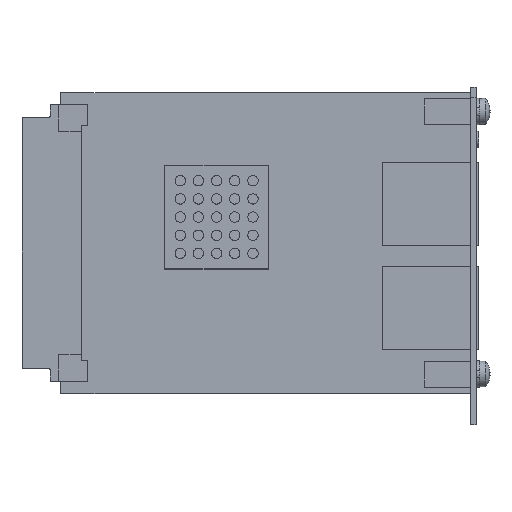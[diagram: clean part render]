
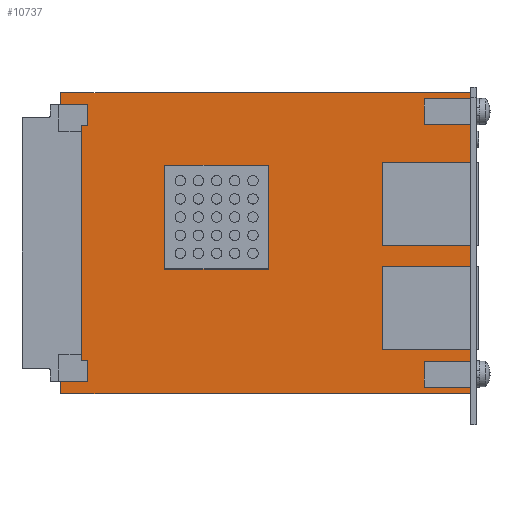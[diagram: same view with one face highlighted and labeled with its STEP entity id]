
A CAD part, top view. The second image highlights one B-rep face of the part: STEP entity #10737.
In plain terms, the highlighted planar face has unit normal (0, 0, 1).
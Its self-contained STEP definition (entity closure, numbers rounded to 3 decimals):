
#156=ORIENTED_EDGE('',*,*,#2268,.T.);
#157=ORIENTED_EDGE('',*,*,#2269,.F.);
#158=ORIENTED_EDGE('',*,*,#2270,.F.);
#159=ORIENTED_EDGE('',*,*,#2271,.F.);
#160=ORIENTED_EDGE('',*,*,#2272,.T.);
#161=ORIENTED_EDGE('',*,*,#2273,.F.);
#162=ORIENTED_EDGE('',*,*,#2274,.F.);
#163=ORIENTED_EDGE('',*,*,#2275,.F.);
#164=ORIENTED_EDGE('',*,*,#2276,.T.);
#165=ORIENTED_EDGE('',*,*,#2277,.F.);
#166=ORIENTED_EDGE('',*,*,#2278,.F.);
#167=ORIENTED_EDGE('',*,*,#2279,.F.);
#168=ORIENTED_EDGE('',*,*,#2280,.T.);
#169=ORIENTED_EDGE('',*,*,#2281,.T.);
#170=ORIENTED_EDGE('',*,*,#2282,.T.);
#171=ORIENTED_EDGE('',*,*,#2283,.F.);
#172=ORIENTED_EDGE('',*,*,#2284,.F.);
#173=ORIENTED_EDGE('',*,*,#2285,.F.);
#174=ORIENTED_EDGE('',*,*,#2286,.T.);
#175=ORIENTED_EDGE('',*,*,#2287,.T.);
#176=ORIENTED_EDGE('',*,*,#2288,.T.);
#177=ORIENTED_EDGE('',*,*,#2289,.F.);
#178=ORIENTED_EDGE('',*,*,#2290,.F.);
#179=ORIENTED_EDGE('',*,*,#2291,.F.);
#180=ORIENTED_EDGE('',*,*,#2292,.F.);
#181=ORIENTED_EDGE('',*,*,#2293,.F.);
#182=ORIENTED_EDGE('',*,*,#2294,.F.);
#183=ORIENTED_EDGE('',*,*,#2295,.F.);
#2268=EDGE_CURVE('',#3324,#3325,#4040,.T.);
#2269=EDGE_CURVE('',#3326,#3325,#4041,.T.);
#2270=EDGE_CURVE('',#3327,#3326,#4042,.T.);
#2271=EDGE_CURVE('',#3328,#3327,#4043,.T.);
#2272=EDGE_CURVE('',#3328,#3329,#4044,.T.);
#2273=EDGE_CURVE('',#3330,#3329,#4045,.T.);
#2274=EDGE_CURVE('',#3331,#3330,#4046,.T.);
#2275=EDGE_CURVE('',#3332,#3331,#4047,.T.);
#2276=EDGE_CURVE('',#3332,#3333,#4048,.T.);
#2277=EDGE_CURVE('',#3334,#3333,#4049,.T.);
#2278=EDGE_CURVE('',#3335,#3334,#4050,.T.);
#2279=EDGE_CURVE('',#3336,#3335,#4051,.T.);
#2280=EDGE_CURVE('',#3336,#3337,#4052,.T.);
#2281=EDGE_CURVE('',#3337,#3338,#4053,.T.);
#2282=EDGE_CURVE('',#3338,#3339,#4054,.T.);
#2283=EDGE_CURVE('',#3340,#3339,#4055,.T.);
#2284=EDGE_CURVE('',#3341,#3340,#4056,.T.);
#2285=EDGE_CURVE('',#3342,#3341,#4057,.T.);
#2286=EDGE_CURVE('',#3342,#3343,#4058,.T.);
#2287=EDGE_CURVE('',#3343,#3344,#4059,.T.);
#2288=EDGE_CURVE('',#3344,#3345,#4060,.T.);
#2289=EDGE_CURVE('',#3346,#3345,#4061,.T.);
#2290=EDGE_CURVE('',#3347,#3346,#4062,.T.);
#2291=EDGE_CURVE('',#3324,#3347,#4063,.T.);
#2292=EDGE_CURVE('',#3348,#3349,#4064,.T.);
#2293=EDGE_CURVE('',#3350,#3348,#4065,.T.);
#2294=EDGE_CURVE('',#3351,#3350,#4066,.T.);
#2295=EDGE_CURVE('',#3349,#3351,#4067,.T.);
#3324=VERTEX_POINT('',#13831);
#3325=VERTEX_POINT('',#13832);
#3326=VERTEX_POINT('',#13834);
#3327=VERTEX_POINT('',#13836);
#3328=VERTEX_POINT('',#13838);
#3329=VERTEX_POINT('',#13840);
#3330=VERTEX_POINT('',#13842);
#3331=VERTEX_POINT('',#13844);
#3332=VERTEX_POINT('',#13846);
#3333=VERTEX_POINT('',#13848);
#3334=VERTEX_POINT('',#13850);
#3335=VERTEX_POINT('',#13852);
#3336=VERTEX_POINT('',#13854);
#3337=VERTEX_POINT('',#13856);
#3338=VERTEX_POINT('',#13858);
#3339=VERTEX_POINT('',#13860);
#3340=VERTEX_POINT('',#13862);
#3341=VERTEX_POINT('',#13864);
#3342=VERTEX_POINT('',#13866);
#3343=VERTEX_POINT('',#13868);
#3344=VERTEX_POINT('',#13870);
#3345=VERTEX_POINT('',#13872);
#3346=VERTEX_POINT('',#13874);
#3347=VERTEX_POINT('',#13876);
#3348=VERTEX_POINT('',#13879);
#3349=VERTEX_POINT('',#13880);
#3350=VERTEX_POINT('',#13882);
#3351=VERTEX_POINT('',#13884);
#4040=LINE('',#13830,#4998);
#4041=LINE('',#13833,#4999);
#4042=LINE('',#13835,#5000);
#4043=LINE('',#13837,#5001);
#4044=LINE('',#13839,#5002);
#4045=LINE('',#13841,#5003);
#4046=LINE('',#13843,#5004);
#4047=LINE('',#13845,#5005);
#4048=LINE('',#13847,#5006);
#4049=LINE('',#13849,#5007);
#4050=LINE('',#13851,#5008);
#4051=LINE('',#13853,#5009);
#4052=LINE('',#13855,#5010);
#4053=LINE('',#13857,#5011);
#4054=LINE('',#13859,#5012);
#4055=LINE('',#13861,#5013);
#4056=LINE('',#13863,#5014);
#4057=LINE('',#13865,#5015);
#4058=LINE('',#13867,#5016);
#4059=LINE('',#13869,#5017);
#4060=LINE('',#13871,#5018);
#4061=LINE('',#13873,#5019);
#4062=LINE('',#13875,#5020);
#4063=LINE('',#13877,#5021);
#4064=LINE('',#13878,#5022);
#4065=LINE('',#13881,#5023);
#4066=LINE('',#13883,#5024);
#4067=LINE('',#13885,#5025);
#4998=VECTOR('',#11760,1000.);
#4999=VECTOR('',#11761,1000.);
#5000=VECTOR('',#11762,1000.);
#5001=VECTOR('',#11763,1000.);
#5002=VECTOR('',#11764,1000.);
#5003=VECTOR('',#11765,1000.);
#5004=VECTOR('',#11766,1000.);
#5005=VECTOR('',#11767,1000.);
#5006=VECTOR('',#11768,1000.);
#5007=VECTOR('',#11769,1000.);
#5008=VECTOR('',#11770,1000.);
#5009=VECTOR('',#11771,1000.);
#5010=VECTOR('',#11772,1000.);
#5011=VECTOR('',#11773,1000.);
#5012=VECTOR('',#11774,1000.);
#5013=VECTOR('',#11775,1000.);
#5014=VECTOR('',#11776,1000.);
#5015=VECTOR('',#11777,1000.);
#5016=VECTOR('',#11778,1000.);
#5017=VECTOR('',#11779,1000.);
#5018=VECTOR('',#11780,1000.);
#5019=VECTOR('',#11781,1000.);
#5020=VECTOR('',#11782,1000.);
#5021=VECTOR('',#11783,1000.);
#5022=VECTOR('',#11784,1000.);
#5023=VECTOR('',#11785,1000.);
#5024=VECTOR('',#11786,1000.);
#5025=VECTOR('',#11787,1000.);
#5956=EDGE_LOOP('',(#156,#157,#158,#159,#160,#161,#162,#163,#164,#165,#166,
#167,#168,#169,#170,#171,#172,#173,#174,#175,#176,#177,#178,#179));
#5957=EDGE_LOOP('',(#180,#181,#182,#183));
#6532=FACE_BOUND('',#5956,.T.);
#6533=FACE_BOUND('',#5957,.T.);
#7108=PLANE('',#11200);
#10737=ADVANCED_FACE('',(#6532,#6533),#7108,.T.);
#11200=AXIS2_PLACEMENT_3D('',#13829,#11758,#11759);
#11758=DIRECTION('',(0.,0.,1.));
#11759=DIRECTION('',(1.,0.,0.));
#11760=DIRECTION('',(0.,1.,0.));
#11761=DIRECTION('',(1.,0.,0.));
#11762=DIRECTION('',(0.,-1.,0.));
#11763=DIRECTION('',(-1.,0.,0.));
#11764=DIRECTION('',(0.,1.,0.));
#11765=DIRECTION('',(1.,0.,0.));
#11766=DIRECTION('',(0.,-1.,0.));
#11767=DIRECTION('',(-1.,0.,0.));
#11768=DIRECTION('',(0.,1.,0.));
#11769=DIRECTION('',(1.,0.,0.));
#11770=DIRECTION('',(0.,-1.,0.));
#11771=DIRECTION('',(-1.,0.,0.));
#11772=DIRECTION('',(0.,1.,0.));
#11773=DIRECTION('',(-1.,0.,0.));
#11774=DIRECTION('',(0.,-1.,0.));
#11775=DIRECTION('',(-1.,0.,0.));
#11776=DIRECTION('',(0.,1.,0.));
#11777=DIRECTION('',(1.,0.,0.));
#11778=DIRECTION('',(0.,-1.,0.));
#11779=DIRECTION('',(1.,0.,0.));
#11780=DIRECTION('',(0.,1.,0.));
#11781=DIRECTION('',(1.,0.,0.));
#11782=DIRECTION('',(0.,-1.,0.));
#11783=DIRECTION('',(-1.,0.,0.));
#11784=DIRECTION('',(1.,0.,0.));
#11785=DIRECTION('',(0.,-1.,0.));
#11786=DIRECTION('',(-1.,0.,0.));
#11787=DIRECTION('',(0.,1.,0.));
#13829=CARTESIAN_POINT('',(0.,0.,0.));
#13830=CARTESIAN_POINT('',(42.5,-29.,0.));
#13831=CARTESIAN_POINT('',(42.5,-22.8,0.));
#13832=CARTESIAN_POINT('',(42.5,-20.5,0.));
#13833=CARTESIAN_POINT('',(25.5,-20.5,0.));
#13834=CARTESIAN_POINT('',(25.5,-20.5,0.));
#13835=CARTESIAN_POINT('',(25.5,-4.5,0.));
#13836=CARTESIAN_POINT('',(25.5,-4.5,0.));
#13837=CARTESIAN_POINT('',(44.,-4.5,0.));
#13838=CARTESIAN_POINT('',(42.5,-4.5,0.));
#13839=CARTESIAN_POINT('',(42.5,-29.,0.));
#13840=CARTESIAN_POINT('',(42.5,-0.5,0.));
#13841=CARTESIAN_POINT('',(25.5,-0.5,0.));
#13842=CARTESIAN_POINT('',(25.5,-0.5,0.));
#13843=CARTESIAN_POINT('',(25.5,15.5,0.));
#13844=CARTESIAN_POINT('',(25.5,15.5,0.));
#13845=CARTESIAN_POINT('',(44.,15.5,0.));
#13846=CARTESIAN_POINT('',(42.5,15.5,0.));
#13847=CARTESIAN_POINT('',(42.5,-29.,0.));
#13848=CARTESIAN_POINT('',(42.5,22.8,0.));
#13849=CARTESIAN_POINT('',(33.5,22.8,0.));
#13850=CARTESIAN_POINT('',(33.5,22.8,0.));
#13851=CARTESIAN_POINT('',(33.5,27.8,0.));
#13852=CARTESIAN_POINT('',(33.5,27.8,0.));
#13853=CARTESIAN_POINT('',(42.5,27.8,0.));
#13854=CARTESIAN_POINT('',(42.5,27.8,0.));
#13855=CARTESIAN_POINT('',(42.5,-29.,0.));
#13856=CARTESIAN_POINT('',(42.5,29.,0.));
#13857=CARTESIAN_POINT('',(42.5,29.,0.));
#13858=CARTESIAN_POINT('',(-36.5,29.,0.));
#13859=CARTESIAN_POINT('',(-36.5,29.,0.));
#13860=CARTESIAN_POINT('',(-36.5,26.67,0.));
#13861=CARTESIAN_POINT('',(-31.3,26.67,0.));
#13862=CARTESIAN_POINT('',(-32.6,26.67,0.));
#13863=CARTESIAN_POINT('',(-32.6,-22.58,0.));
#13864=CARTESIAN_POINT('',(-32.6,-26.67,0.));
#13865=CARTESIAN_POINT('',(-38.55,-26.67,0.));
#13866=CARTESIAN_POINT('',(-36.5,-26.67,0.));
#13867=CARTESIAN_POINT('',(-36.5,29.,0.));
#13868=CARTESIAN_POINT('',(-36.5,-29.,0.));
#13869=CARTESIAN_POINT('',(-36.5,-29.,0.));
#13870=CARTESIAN_POINT('',(42.5,-29.,0.));
#13871=CARTESIAN_POINT('',(42.5,-29.,0.));
#13872=CARTESIAN_POINT('',(42.5,-27.8,0.));
#13873=CARTESIAN_POINT('',(33.5,-27.8,0.));
#13874=CARTESIAN_POINT('',(33.5,-27.8,0.));
#13875=CARTESIAN_POINT('',(33.5,-22.8,0.));
#13876=CARTESIAN_POINT('',(33.5,-22.8,0.));
#13877=CARTESIAN_POINT('',(42.5,-22.8,0.));
#13878=CARTESIAN_POINT('',(-16.5,-5.,0.));
#13879=CARTESIAN_POINT('',(-16.5,-5.,0.));
#13880=CARTESIAN_POINT('',(3.5,-5.,0.));
#13881=CARTESIAN_POINT('',(-16.5,15.,0.));
#13882=CARTESIAN_POINT('',(-16.5,15.,0.));
#13883=CARTESIAN_POINT('',(3.5,15.,0.));
#13884=CARTESIAN_POINT('',(3.5,15.,0.));
#13885=CARTESIAN_POINT('',(3.5,-5.,0.));
